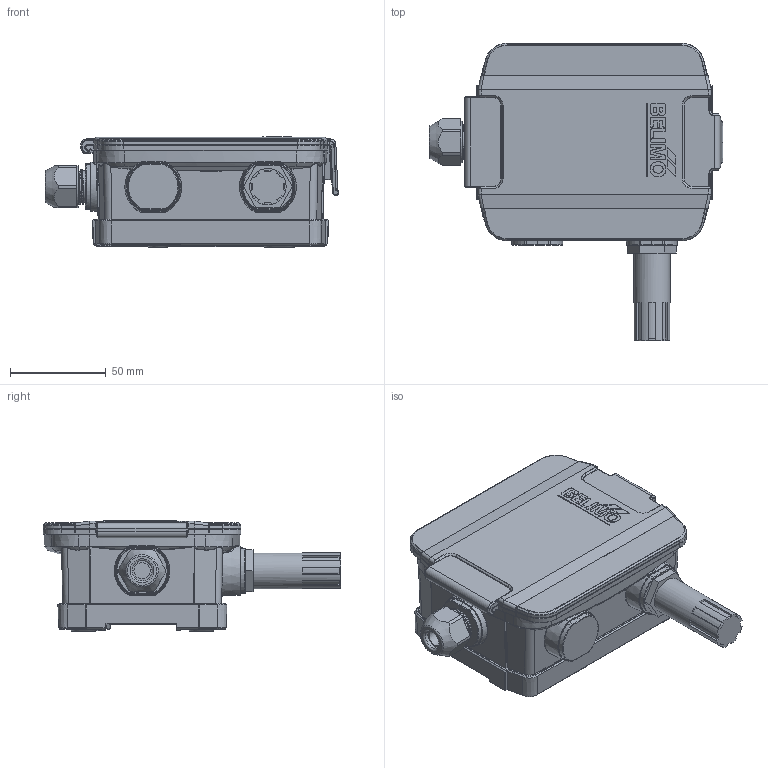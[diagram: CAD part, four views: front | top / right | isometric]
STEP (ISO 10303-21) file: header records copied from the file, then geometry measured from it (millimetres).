
FILE_DESCRIPTION(/* description */ (''),/* implementation_level */ '2;1');
FILE_NAME(/* name */ '24_22UTH_1x_PUB.stp',/* time_stamp */ '2017-10-09T14:47:31+02:00',/* author */ (''),/* organization */ (''),/* preprocessor_version */ 'ST-DEVELOPER v11',/* originating_system */ 'SIEMENS UGS NX 6.0',/* authorisation */ '');
FILE_SCHEMA (('AUTOMOTIVE_DESIGN { 1 0 10303 214 1 1 1 1 }'));
Products named in the file (1): areg787Ejpxv
Bounding box: 153.85 x 155.89 x 57.7 mm (x, y, z)
Volume: 193383.4 mm3; surface area: 151074.8 mm2
Topology: 19 solids, 19 shells, 4491 faces, 10643 edges, 6037 vertices
Faces by surface type: bspline 1299, cylinder 1258, plane 720, torus 576, cone 361, sphere 211, extrusion 66
Full cylindrical faces by diameter (mm): 8.5 x1, 10.5 x1, 11.65 x1, 14 x1, 14.9 x1, 15.2 x1, 16.5 x1, 16.95 x4, 17.05 x1, 17.2 x1, 19.05 x1, 20.5 x1, 21.8 x1, 22 x3, 22.5 x3
Entity records: 161355 total; most frequent: CARTESIAN_POINT 65117, ORIENTED_EDGE 20700, DIRECTION 19505, EDGE_CURVE 10350, AXIS2_PLACEMENT_3D 8194, VERTEX_POINT 5991, EDGE_LOOP 4641, ADVANCED_FACE 4485
